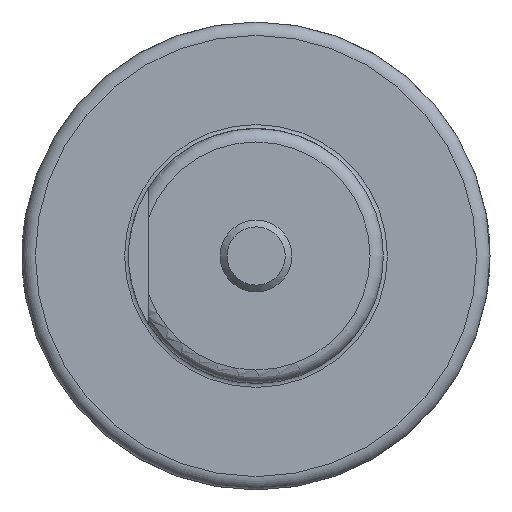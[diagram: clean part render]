
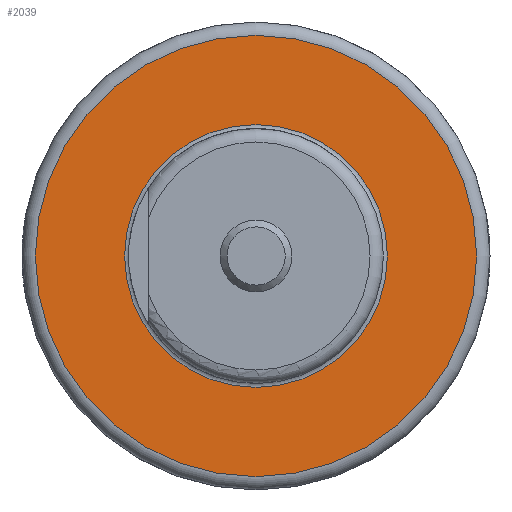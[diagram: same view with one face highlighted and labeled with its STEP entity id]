
A CAD part, left-side view. The second image highlights one B-rep face of the part: STEP entity #2039.
In plain terms, the highlighted planar face has unit normal (-1, 0, 0).
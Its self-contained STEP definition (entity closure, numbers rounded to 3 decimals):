
#32=FACE_BOUND('',#636,.T.);
#509=FACE_OUTER_BOUND('',#635,.T.);
#635=EDGE_LOOP('',(#1560,#1561));
#636=EDGE_LOOP('',(#1562,#1563));
#755=CIRCLE('',#2232,9.825);
#756=CIRCLE('',#2233,9.825);
#757=CIRCLE('',#2235,16.49);
#758=CIRCLE('',#2236,16.49);
#914=VERTEX_POINT('',#3423);
#915=VERTEX_POINT('',#3425);
#916=VERTEX_POINT('',#3429);
#917=VERTEX_POINT('',#3430);
#1156=EDGE_CURVE('',#915,#914,#755,.T.);
#1157=EDGE_CURVE('',#914,#915,#756,.T.);
#1158=EDGE_CURVE('',#916,#917,#757,.T.);
#1159=EDGE_CURVE('',#917,#916,#758,.T.);
#1560=ORIENTED_EDGE('',*,*,#1158,.F.);
#1561=ORIENTED_EDGE('',*,*,#1159,.F.);
#1562=ORIENTED_EDGE('',*,*,#1156,.T.);
#1563=ORIENTED_EDGE('',*,*,#1157,.T.);
#1940=PLANE('',#2234);
#2039=ADVANCED_FACE('',(#509,#32),#1940,.T.);
#2232=AXIS2_PLACEMENT_3D('',#3426,#2645,#2646);
#2233=AXIS2_PLACEMENT_3D('',#3427,#2647,#2648);
#2234=AXIS2_PLACEMENT_3D('',#3428,#2649,#2650);
#2235=AXIS2_PLACEMENT_3D('',#3431,#2651,#2652);
#2236=AXIS2_PLACEMENT_3D('',#3432,#2653,#2654);
#2645=DIRECTION('center_axis',(1.,0.,0.));
#2646=DIRECTION('ref_axis',(0.,0.,-1.));
#2647=DIRECTION('center_axis',(1.,0.,0.));
#2648=DIRECTION('ref_axis',(0.,0.,-1.));
#2649=DIRECTION('center_axis',(-1.,0.,0.));
#2650=DIRECTION('ref_axis',(0.,0.,1.));
#2651=DIRECTION('center_axis',(1.,0.,0.));
#2652=DIRECTION('ref_axis',(0.,0.,-1.));
#2653=DIRECTION('center_axis',(1.,0.,0.));
#2654=DIRECTION('ref_axis',(0.,0.,-1.));
#3423=CARTESIAN_POINT('',(0.,0.01,9.825));
#3425=CARTESIAN_POINT('',(0.,9.835,0.));
#3426=CARTESIAN_POINT('Origin',(0.,0.01,0.));
#3427=CARTESIAN_POINT('Origin',(0.,0.01,0.));
#3428=CARTESIAN_POINT('Origin',(0.,16.5,0.));
#3429=CARTESIAN_POINT('',(0.,16.5,0.));
#3430=CARTESIAN_POINT('',(0.,0.01,16.49));
#3431=CARTESIAN_POINT('Origin',(0.,0.01,0.));
#3432=CARTESIAN_POINT('Origin',(0.,0.01,0.));
